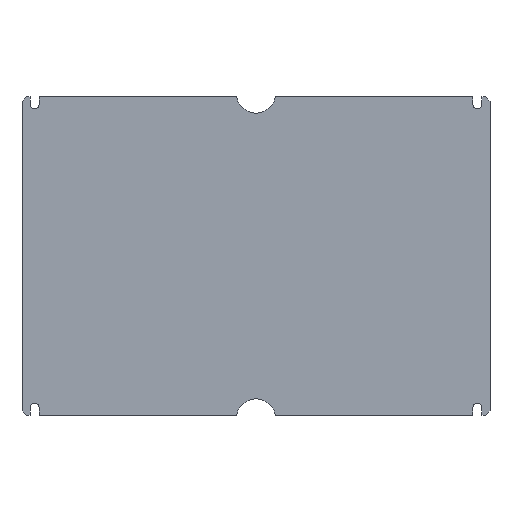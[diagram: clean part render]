
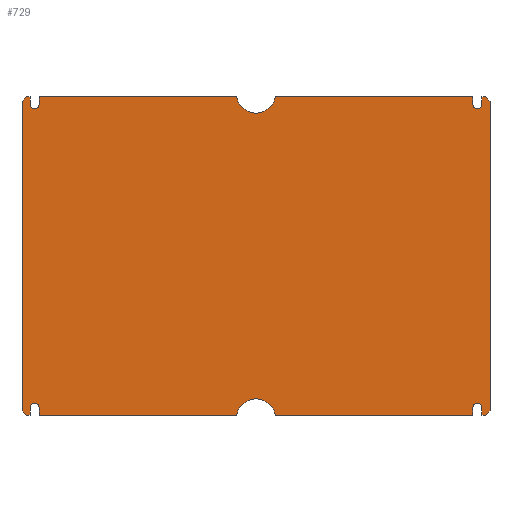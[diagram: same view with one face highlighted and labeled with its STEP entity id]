
A CAD part, front view. The second image highlights one B-rep face of the part: STEP entity #729.
In plain terms, the highlighted planar face has unit normal (0, -1, 0).
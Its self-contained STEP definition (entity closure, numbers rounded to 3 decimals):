
#206=CARTESIAN_POINT('',(0.,0.,74.));
#207=DIRECTION('',(0.,1.,0.));
#208=DIRECTION('',(0.986,0.,-0.167));
#209=AXIS2_PLACEMENT_3D('',#206,#207,#208);
#211=DIRECTION('',(1.,0.,0.));
#212=VECTOR('',#211,89.876);
#213=CARTESIAN_POINT('',(8.874,0.,72.5));
#214=LINE('',#213,#212);
#215=DIRECTION('',(0.,0.,-1.));
#216=VECTOR('',#215,3.5);
#217=CARTESIAN_POINT('',(98.75,0.,72.5));
#218=LINE('',#217,#216);
#219=CARTESIAN_POINT('',(100.75,0.,69.));
#220=DIRECTION('',(0.,1.,0.));
#221=DIRECTION('',(1.,0.,0.));
#222=AXIS2_PLACEMENT_3D('',#219,#220,#221);
#224=DIRECTION('',(0.,0.,-1.));
#225=VECTOR('',#224,3.5);
#226=CARTESIAN_POINT('',(102.75,0.,72.5));
#227=LINE('',#226,#225);
#228=DIRECTION('',(1.,0.,0.));
#229=VECTOR('',#228,1.75);
#230=CARTESIAN_POINT('',(102.75,0.,72.5));
#231=LINE('',#230,#229);
#232=DIRECTION('',(0.707,0.,-0.707));
#233=VECTOR('',#232,2.828);
#234=CARTESIAN_POINT('',(104.5,0.,72.5));
#235=LINE('',#234,#233);
#236=DIRECTION('',(0.,0.,-1.));
#237=VECTOR('',#236,141.);
#238=CARTESIAN_POINT('',(106.5,0.,70.5));
#239=LINE('',#238,#237);
#240=DIRECTION('',(-0.707,0.,-0.707));
#241=VECTOR('',#240,2.828);
#242=CARTESIAN_POINT('',(106.5,0.,-70.5));
#243=LINE('',#242,#241);
#244=DIRECTION('',(-1.,0.,0.));
#245=VECTOR('',#244,1.75);
#246=CARTESIAN_POINT('',(104.5,0.,-72.5));
#247=LINE('',#246,#245);
#248=DIRECTION('',(0.,0.,1.));
#249=VECTOR('',#248,3.5);
#250=CARTESIAN_POINT('',(102.75,0.,-72.5));
#251=LINE('',#250,#249);
#252=CARTESIAN_POINT('',(100.75,0.,-69.));
#253=DIRECTION('',(0.,1.,0.));
#254=DIRECTION('',(-1.,0.,0.));
#255=AXIS2_PLACEMENT_3D('',#252,#253,#254);
#257=DIRECTION('',(0.,0.,1.));
#258=VECTOR('',#257,3.5);
#259=CARTESIAN_POINT('',(98.75,0.,-72.5));
#260=LINE('',#259,#258);
#261=DIRECTION('',(-1.,0.,0.));
#262=VECTOR('',#261,89.876);
#263=CARTESIAN_POINT('',(98.75,0.,-72.5));
#264=LINE('',#263,#262);
#265=CARTESIAN_POINT('',(0.,0.,-74.));
#266=DIRECTION('',(0.,1.,0.));
#267=DIRECTION('',(-0.986,0.,0.167));
#268=AXIS2_PLACEMENT_3D('',#265,#266,#267);
#270=DIRECTION('',(-1.,0.,0.));
#271=VECTOR('',#270,89.876);
#272=CARTESIAN_POINT('',(-8.874,0.,-72.5));
#273=LINE('',#272,#271);
#274=DIRECTION('',(0.,0.,1.));
#275=VECTOR('',#274,3.5);
#276=CARTESIAN_POINT('',(-98.75,0.,-72.5));
#277=LINE('',#276,#275);
#278=CARTESIAN_POINT('',(-100.75,0.,-69.));
#279=DIRECTION('',(0.,1.,0.));
#280=DIRECTION('',(-1.,0.,0.));
#281=AXIS2_PLACEMENT_3D('',#278,#279,#280);
#283=DIRECTION('',(0.,0.,1.));
#284=VECTOR('',#283,3.5);
#285=CARTESIAN_POINT('',(-102.75,0.,-72.5));
#286=LINE('',#285,#284);
#287=DIRECTION('',(-1.,0.,0.));
#288=VECTOR('',#287,1.75);
#289=CARTESIAN_POINT('',(-102.75,0.,-72.5));
#290=LINE('',#289,#288);
#291=DIRECTION('',(-0.707,0.,0.707));
#292=VECTOR('',#291,2.828);
#293=CARTESIAN_POINT('',(-104.5,0.,-72.5));
#294=LINE('',#293,#292);
#295=DIRECTION('',(0.,0.,1.));
#296=VECTOR('',#295,141.);
#297=CARTESIAN_POINT('',(-106.5,0.,-70.5));
#298=LINE('',#297,#296);
#299=DIRECTION('',(0.707,0.,0.707));
#300=VECTOR('',#299,2.828);
#301=CARTESIAN_POINT('',(-106.5,0.,70.5));
#302=LINE('',#301,#300);
#303=DIRECTION('',(1.,0.,0.));
#304=VECTOR('',#303,1.75);
#305=CARTESIAN_POINT('',(-104.5,0.,72.5));
#306=LINE('',#305,#304);
#307=DIRECTION('',(0.,0.,-1.));
#308=VECTOR('',#307,3.5);
#309=CARTESIAN_POINT('',(-102.75,0.,72.5));
#310=LINE('',#309,#308);
#311=CARTESIAN_POINT('',(-100.75,0.,69.));
#312=DIRECTION('',(0.,1.,0.));
#313=DIRECTION('',(1.,0.,0.));
#314=AXIS2_PLACEMENT_3D('',#311,#312,#313);
#316=DIRECTION('',(0.,0.,-1.));
#317=VECTOR('',#316,3.5);
#318=CARTESIAN_POINT('',(-98.75,0.,72.5));
#319=LINE('',#318,#317);
#320=DIRECTION('',(1.,0.,0.));
#321=VECTOR('',#320,89.876);
#322=CARTESIAN_POINT('',(-98.75,0.,72.5));
#323=LINE('',#322,#321);
#554=CARTESIAN_POINT('',(-106.5,0.,-70.5));
#555=CARTESIAN_POINT('',(-106.5,0.,70.5));
#556=VERTEX_POINT('',#554);
#557=VERTEX_POINT('',#555);
#558=CARTESIAN_POINT('',(106.5,0.,70.5));
#559=CARTESIAN_POINT('',(106.5,0.,-70.5));
#560=VERTEX_POINT('',#558);
#561=VERTEX_POINT('',#559);
#570=CARTESIAN_POINT('',(-104.5,0.,-72.5));
#571=VERTEX_POINT('',#570);
#572=CARTESIAN_POINT('',(-104.5,0.,72.5));
#573=VERTEX_POINT('',#572);
#574=CARTESIAN_POINT('',(104.5,0.,72.5));
#575=VERTEX_POINT('',#574);
#576=CARTESIAN_POINT('',(104.5,0.,-72.5));
#577=VERTEX_POINT('',#576);
#586=CARTESIAN_POINT('',(-98.75,0.,72.5));
#587=CARTESIAN_POINT('',(-98.75,0.,69.));
#588=VERTEX_POINT('',#586);
#589=VERTEX_POINT('',#587);
#590=CARTESIAN_POINT('',(-102.75,0.,69.));
#591=VERTEX_POINT('',#590);
#592=CARTESIAN_POINT('',(-102.75,0.,72.5));
#593=VERTEX_POINT('',#592);
#594=CARTESIAN_POINT('',(-102.75,0.,-72.5));
#595=CARTESIAN_POINT('',(-102.75,0.,-69.));
#596=VERTEX_POINT('',#594);
#597=VERTEX_POINT('',#595);
#598=CARTESIAN_POINT('',(-98.75,0.,-69.));
#599=VERTEX_POINT('',#598);
#600=CARTESIAN_POINT('',(-98.75,0.,-72.5));
#601=VERTEX_POINT('',#600);
#618=CARTESIAN_POINT('',(102.75,0.,72.5));
#619=CARTESIAN_POINT('',(102.75,0.,69.));
#620=VERTEX_POINT('',#618);
#621=VERTEX_POINT('',#619);
#622=CARTESIAN_POINT('',(98.75,0.,69.));
#623=VERTEX_POINT('',#622);
#624=CARTESIAN_POINT('',(98.75,0.,72.5));
#625=VERTEX_POINT('',#624);
#626=CARTESIAN_POINT('',(98.75,0.,-72.5));
#627=CARTESIAN_POINT('',(98.75,0.,-69.));
#628=VERTEX_POINT('',#626);
#629=VERTEX_POINT('',#627);
#630=CARTESIAN_POINT('',(102.75,0.,-69.));
#631=VERTEX_POINT('',#630);
#632=CARTESIAN_POINT('',(102.75,0.,-72.5));
#633=VERTEX_POINT('',#632);
#650=CARTESIAN_POINT('',(8.874,0.,72.5));
#651=CARTESIAN_POINT('',(-8.874,0.,72.5));
#652=VERTEX_POINT('',#650);
#653=VERTEX_POINT('',#651);
#654=CARTESIAN_POINT('',(-8.874,0.,-72.5));
#655=CARTESIAN_POINT('',(8.874,0.,-72.5));
#656=VERTEX_POINT('',#654);
#657=VERTEX_POINT('',#655);
#666=CARTESIAN_POINT('',(0.,0.,0.));
#667=DIRECTION('',(0.,1.,0.));
#668=DIRECTION('',(1.,0.,0.));
#669=AXIS2_PLACEMENT_3D('',#666,#667,#668);
#670=PLANE('',#669);
#672=ORIENTED_EDGE('',*,*,#671,.F.);
#674=ORIENTED_EDGE('',*,*,#673,.T.);
#676=ORIENTED_EDGE('',*,*,#675,.T.);
#678=ORIENTED_EDGE('',*,*,#677,.F.);
#680=ORIENTED_EDGE('',*,*,#679,.F.);
#682=ORIENTED_EDGE('',*,*,#681,.T.);
#684=ORIENTED_EDGE('',*,*,#683,.T.);
#686=ORIENTED_EDGE('',*,*,#685,.T.);
#688=ORIENTED_EDGE('',*,*,#687,.T.);
#690=ORIENTED_EDGE('',*,*,#689,.T.);
#692=ORIENTED_EDGE('',*,*,#691,.T.);
#694=ORIENTED_EDGE('',*,*,#693,.F.);
#696=ORIENTED_EDGE('',*,*,#695,.F.);
#698=ORIENTED_EDGE('',*,*,#697,.T.);
#700=ORIENTED_EDGE('',*,*,#699,.F.);
#702=ORIENTED_EDGE('',*,*,#701,.T.);
#704=ORIENTED_EDGE('',*,*,#703,.T.);
#706=ORIENTED_EDGE('',*,*,#705,.F.);
#708=ORIENTED_EDGE('',*,*,#707,.F.);
#710=ORIENTED_EDGE('',*,*,#709,.T.);
#712=ORIENTED_EDGE('',*,*,#711,.T.);
#714=ORIENTED_EDGE('',*,*,#713,.T.);
#716=ORIENTED_EDGE('',*,*,#715,.T.);
#718=ORIENTED_EDGE('',*,*,#717,.T.);
#720=ORIENTED_EDGE('',*,*,#719,.T.);
#722=ORIENTED_EDGE('',*,*,#721,.F.);
#724=ORIENTED_EDGE('',*,*,#723,.F.);
#726=ORIENTED_EDGE('',*,*,#725,.T.);
#727=EDGE_LOOP('',(#672,#674,#676,#678,#680,#682,#684,#686,#688,#690,#692,#694,
#696,#698,#700,#702,#704,#706,#708,#710,#712,#714,#716,#718,#720,#722,#724,
#726));
#728=FACE_OUTER_BOUND('',#727,.F.);
#729=ADVANCED_FACE('',(#728),#670,.F.);
#210=CIRCLE('',#209,9.);
#223=CIRCLE('',#222,2.);
#256=CIRCLE('',#255,2.);
#269=CIRCLE('',#268,9.);
#282=CIRCLE('',#281,2.);
#315=CIRCLE('',#314,2.);
#671=EDGE_CURVE('',#652,#653,#210,.T.);
#673=EDGE_CURVE('',#652,#625,#214,.T.);
#675=EDGE_CURVE('',#625,#623,#218,.T.);
#677=EDGE_CURVE('',#621,#623,#223,.T.);
#679=EDGE_CURVE('',#620,#621,#227,.T.);
#681=EDGE_CURVE('',#620,#575,#231,.T.);
#683=EDGE_CURVE('',#575,#560,#235,.T.);
#685=EDGE_CURVE('',#560,#561,#239,.T.);
#687=EDGE_CURVE('',#561,#577,#243,.T.);
#689=EDGE_CURVE('',#577,#633,#247,.T.);
#691=EDGE_CURVE('',#633,#631,#251,.T.);
#693=EDGE_CURVE('',#629,#631,#256,.T.);
#695=EDGE_CURVE('',#628,#629,#260,.T.);
#697=EDGE_CURVE('',#628,#657,#264,.T.);
#699=EDGE_CURVE('',#656,#657,#269,.T.);
#701=EDGE_CURVE('',#656,#601,#273,.T.);
#703=EDGE_CURVE('',#601,#599,#277,.T.);
#705=EDGE_CURVE('',#597,#599,#282,.T.);
#707=EDGE_CURVE('',#596,#597,#286,.T.);
#709=EDGE_CURVE('',#596,#571,#290,.T.);
#711=EDGE_CURVE('',#571,#556,#294,.T.);
#713=EDGE_CURVE('',#556,#557,#298,.T.);
#715=EDGE_CURVE('',#557,#573,#302,.T.);
#717=EDGE_CURVE('',#573,#593,#306,.T.);
#719=EDGE_CURVE('',#593,#591,#310,.T.);
#721=EDGE_CURVE('',#589,#591,#315,.T.);
#723=EDGE_CURVE('',#588,#589,#319,.T.);
#725=EDGE_CURVE('',#588,#653,#323,.T.);
